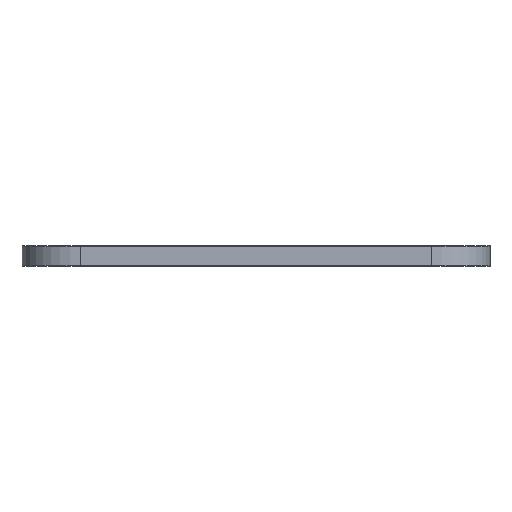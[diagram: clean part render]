
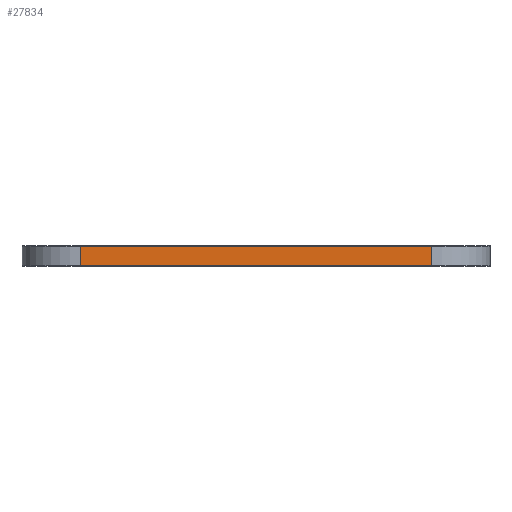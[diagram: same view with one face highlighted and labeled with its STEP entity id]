
A CAD part, left-side view. The second image highlights one B-rep face of the part: STEP entity #27834.
In plain terms, the highlighted planar face has unit normal (-1, 0, 0).
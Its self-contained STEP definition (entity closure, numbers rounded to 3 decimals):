
#27483 = VERTEX_POINT('',#27484);
#27484 = CARTESIAN_POINT('',(-35.75,21.,0.));
#27491 = EDGE_CURVE('',#27492,#27483,#27494,.T.);
#27492 = VERTEX_POINT('',#27493);
#27493 = CARTESIAN_POINT('',(-35.75,3.,0.));
#27494 = LINE('',#27495,#27496);
#27495 = CARTESIAN_POINT('',(-35.75,3.,0.));
#27496 = VECTOR('',#27497,1.);
#27497 = DIRECTION('',(0.,1.,0.));
#27645 = VERTEX_POINT('',#27646);
#27646 = CARTESIAN_POINT('',(-35.75,21.,1.));
#27653 = EDGE_CURVE('',#27654,#27645,#27656,.T.);
#27654 = VERTEX_POINT('',#27655);
#27655 = CARTESIAN_POINT('',(-35.75,3.,1.));
#27656 = LINE('',#27657,#27658);
#27657 = CARTESIAN_POINT('',(-35.75,3.,1.));
#27658 = VECTOR('',#27659,1.);
#27659 = DIRECTION('',(0.,1.,0.));
#27804 = EDGE_CURVE('',#27483,#27645,#27805,.T.);
#27805 = LINE('',#27806,#27807);
#27806 = CARTESIAN_POINT('',(-35.75,21.,0.));
#27807 = VECTOR('',#27808,1.);
#27808 = DIRECTION('',(0.,0.,1.));
#27834 = ADVANCED_FACE('',(#27835),#27846,.T.);
#27835 = FACE_BOUND('',#27836,.T.);
#27836 = EDGE_LOOP('',(#27837,#27843,#27844,#27845));
#27837 = ORIENTED_EDGE('',*,*,#27838,.T.);
#27838 = EDGE_CURVE('',#27492,#27654,#27839,.T.);
#27839 = LINE('',#27840,#27841);
#27840 = CARTESIAN_POINT('',(-35.75,3.,0.));
#27841 = VECTOR('',#27842,1.);
#27842 = DIRECTION('',(0.,0.,1.));
#27843 = ORIENTED_EDGE('',*,*,#27653,.T.);
#27844 = ORIENTED_EDGE('',*,*,#27804,.F.);
#27845 = ORIENTED_EDGE('',*,*,#27491,.F.);
#27846 = PLANE('',#27847);
#27847 = AXIS2_PLACEMENT_3D('',#27848,#27849,#27850);
#27848 = CARTESIAN_POINT('',(-35.75,3.,0.));
#27849 = DIRECTION('',(-1.,0.,0.));
#27850 = DIRECTION('',(0.,1.,0.));
